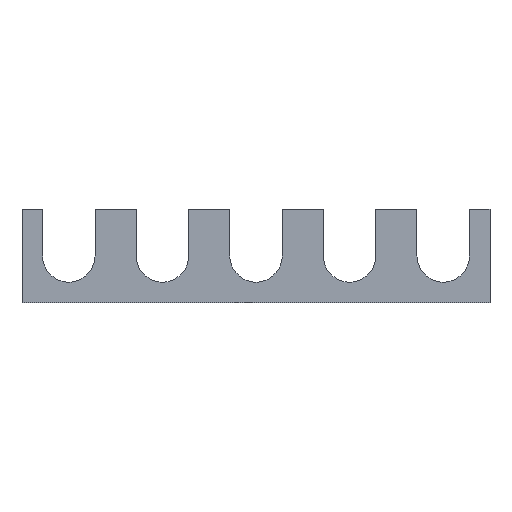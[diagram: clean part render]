
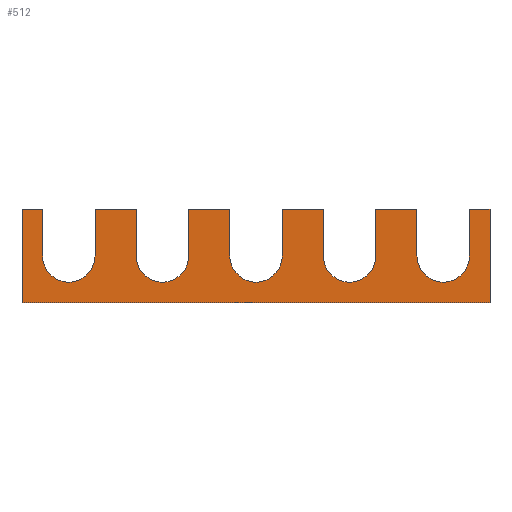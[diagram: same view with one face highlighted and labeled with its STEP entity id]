
A CAD part, top view. The second image highlights one B-rep face of the part: STEP entity #512.
In plain terms, the highlighted planar face has unit normal (0, 0, 1).
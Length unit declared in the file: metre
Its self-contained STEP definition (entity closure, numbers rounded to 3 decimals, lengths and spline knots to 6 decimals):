
#13=CIRCLE('',#532,0.007112);
#15=CIRCLE('',#538,0.007112);
#17=CIRCLE('',#544,0.007112);
#19=CIRCLE('',#550,0.007112);
#21=CIRCLE('',#556,0.007112);
#123=ORIENTED_EDGE('',*,*,#173,.T.);
#124=ORIENTED_EDGE('',*,*,#177,.T.);
#125=ORIENTED_EDGE('',*,*,#180,.F.);
#126=ORIENTED_EDGE('',*,*,#183,.T.);
#127=ORIENTED_EDGE('',*,*,#186,.T.);
#128=ORIENTED_EDGE('',*,*,#189,.T.);
#129=ORIENTED_EDGE('',*,*,#192,.F.);
#130=ORIENTED_EDGE('',*,*,#195,.T.);
#131=ORIENTED_EDGE('',*,*,#198,.T.);
#132=ORIENTED_EDGE('',*,*,#201,.T.);
#133=ORIENTED_EDGE('',*,*,#204,.F.);
#134=ORIENTED_EDGE('',*,*,#207,.F.);
#135=ORIENTED_EDGE('',*,*,#210,.T.);
#136=ORIENTED_EDGE('',*,*,#213,.T.);
#137=ORIENTED_EDGE('',*,*,#216,.F.);
#138=ORIENTED_EDGE('',*,*,#219,.F.);
#139=ORIENTED_EDGE('',*,*,#222,.T.);
#140=ORIENTED_EDGE('',*,*,#225,.T.);
#141=ORIENTED_EDGE('',*,*,#228,.F.);
#142=ORIENTED_EDGE('',*,*,#231,.F.);
#143=ORIENTED_EDGE('',*,*,#234,.T.);
#144=ORIENTED_EDGE('',*,*,#237,.T.);
#145=ORIENTED_EDGE('',*,*,#240,.F.);
#146=ORIENTED_EDGE('',*,*,#242,.F.);
#173=EDGE_CURVE('',#246,#245,#293,.T.);
#177=EDGE_CURVE('',#245,#248,#297,.T.);
#180=EDGE_CURVE('',#250,#248,#300,.T.);
#183=EDGE_CURVE('',#250,#252,#13,.T.);
#186=EDGE_CURVE('',#252,#254,#304,.T.);
#189=EDGE_CURVE('',#254,#256,#307,.T.);
#192=EDGE_CURVE('',#258,#256,#310,.T.);
#195=EDGE_CURVE('',#258,#260,#15,.T.);
#198=EDGE_CURVE('',#260,#262,#314,.T.);
#201=EDGE_CURVE('',#262,#264,#317,.T.);
#204=EDGE_CURVE('',#266,#264,#320,.T.);
#207=EDGE_CURVE('',#268,#266,#17,.T.);
#210=EDGE_CURVE('',#268,#270,#324,.T.);
#213=EDGE_CURVE('',#270,#272,#327,.T.);
#216=EDGE_CURVE('',#274,#272,#330,.T.);
#219=EDGE_CURVE('',#276,#274,#19,.T.);
#222=EDGE_CURVE('',#276,#278,#334,.T.);
#225=EDGE_CURVE('',#278,#280,#337,.T.);
#228=EDGE_CURVE('',#282,#280,#340,.T.);
#231=EDGE_CURVE('',#284,#282,#21,.T.);
#234=EDGE_CURVE('',#284,#286,#344,.T.);
#237=EDGE_CURVE('',#286,#288,#347,.T.);
#240=EDGE_CURVE('',#290,#288,#350,.T.);
#242=EDGE_CURVE('',#246,#290,#352,.T.);
#245=VERTEX_POINT('',#705);
#246=VERTEX_POINT('',#707);
#248=VERTEX_POINT('',#713);
#250=VERTEX_POINT('',#719);
#252=VERTEX_POINT('',#725);
#254=VERTEX_POINT('',#731);
#256=VERTEX_POINT('',#737);
#258=VERTEX_POINT('',#743);
#260=VERTEX_POINT('',#749);
#262=VERTEX_POINT('',#755);
#264=VERTEX_POINT('',#761);
#266=VERTEX_POINT('',#767);
#268=VERTEX_POINT('',#773);
#270=VERTEX_POINT('',#779);
#272=VERTEX_POINT('',#785);
#274=VERTEX_POINT('',#791);
#276=VERTEX_POINT('',#797);
#278=VERTEX_POINT('',#803);
#280=VERTEX_POINT('',#809);
#282=VERTEX_POINT('',#815);
#284=VERTEX_POINT('',#821);
#286=VERTEX_POINT('',#827);
#288=VERTEX_POINT('',#833);
#290=VERTEX_POINT('',#839);
#293=LINE('',#706,#355);
#297=LINE('',#714,#359);
#300=LINE('',#720,#362);
#304=LINE('',#732,#366);
#307=LINE('',#738,#369);
#310=LINE('',#744,#372);
#314=LINE('',#756,#376);
#317=LINE('',#762,#379);
#320=LINE('',#768,#382);
#324=LINE('',#780,#386);
#327=LINE('',#786,#389);
#330=LINE('',#792,#392);
#334=LINE('',#804,#396);
#337=LINE('',#810,#399);
#340=LINE('',#816,#402);
#344=LINE('',#828,#406);
#347=LINE('',#834,#409);
#350=LINE('',#840,#412);
#352=LINE('',#843,#414);
#355=VECTOR('',#569,1.);
#359=VECTOR('',#575,1.);
#362=VECTOR('',#580,1.);
#366=VECTOR('',#592,1.);
#369=VECTOR('',#597,1.);
#372=VECTOR('',#602,1.);
#376=VECTOR('',#614,1.);
#379=VECTOR('',#619,1.);
#382=VECTOR('',#624,1.);
#386=VECTOR('',#636,1.);
#389=VECTOR('',#641,1.);
#392=VECTOR('',#646,1.);
#396=VECTOR('',#658,1.);
#399=VECTOR('',#663,1.);
#402=VECTOR('',#668,1.);
#406=VECTOR('',#680,1.);
#409=VECTOR('',#685,1.);
#412=VECTOR('',#690,1.);
#414=VECTOR('',#694,1.);
#439=EDGE_LOOP('',(#123,#124,#125,#126,#127,#128,#129,#130,#131,#132,#133,
#134,#135,#136,#137,#138,#139,#140,#141,#142,#143,#144,#145,#146));
#465=FACE_BOUND('',#439,.T.);
#486=PLANE('',#561);
#512=ADVANCED_FACE('',(#465),#486,.T.);
#532=AXIS2_PLACEMENT_3D('',#726,#586,#587);
#538=AXIS2_PLACEMENT_3D('',#750,#608,#609);
#544=AXIS2_PLACEMENT_3D('',#774,#630,#631);
#550=AXIS2_PLACEMENT_3D('',#798,#652,#653);
#556=AXIS2_PLACEMENT_3D('',#822,#674,#675);
#561=AXIS2_PLACEMENT_3D('',#844,#695,#696);
#569=DIRECTION('',(0.,1.,0.));
#575=DIRECTION('',(-1.,0.,0.));
#580=DIRECTION('',(0.,1.,0.));
#586=DIRECTION('',(0.,0.,-1.));
#587=DIRECTION('',(1.,0.,0.));
#592=DIRECTION('',(0.,1.,0.));
#597=DIRECTION('',(-1.,0.,0.));
#602=DIRECTION('',(0.,1.,0.));
#608=DIRECTION('',(0.,0.,-1.));
#609=DIRECTION('',(1.,0.,0.));
#614=DIRECTION('',(0.,1.,0.));
#619=DIRECTION('',(-1.,0.,0.));
#624=DIRECTION('',(0.,1.,0.));
#630=DIRECTION('',(0.,0.,1.));
#631=DIRECTION('',(1.,0.,0.));
#636=DIRECTION('',(0.,1.,0.));
#641=DIRECTION('',(-1.,0.,0.));
#646=DIRECTION('',(0.,1.,0.));
#652=DIRECTION('',(0.,0.,1.));
#653=DIRECTION('',(1.,0.,0.));
#658=DIRECTION('',(0.,1.,0.));
#663=DIRECTION('',(-1.,0.,0.));
#668=DIRECTION('',(0.,1.,0.));
#674=DIRECTION('',(0.,0.,1.));
#675=DIRECTION('',(1.,0.,0.));
#680=DIRECTION('',(0.,1.,0.));
#685=DIRECTION('',(-1.,0.,0.));
#690=DIRECTION('',(0.,1.,0.));
#694=DIRECTION('',(-1.,0.,0.));
#695=DIRECTION('',(0.,0.,1.));
#696=DIRECTION('',(1.,0.,0.));
#705=CARTESIAN_POINT('',(0.0635,0.0127,0.001575));
#706=CARTESIAN_POINT('',(0.0635,0.,0.001575));
#707=CARTESIAN_POINT('',(0.0635,-0.0127,0.001575));
#713=CARTESIAN_POINT('',(0.057912,0.0127,0.001575));
#714=CARTESIAN_POINT('',(0.060706,0.0127,0.001575));
#719=CARTESIAN_POINT('',(0.057912,0.,0.001575));
#720=CARTESIAN_POINT('',(0.057912,0.00635,0.001575));
#725=CARTESIAN_POINT('',(0.043688,0.,0.001575));
#726=CARTESIAN_POINT('',(0.0508,0.,0.001575));
#731=CARTESIAN_POINT('',(0.043688,0.0127,0.001575));
#732=CARTESIAN_POINT('',(0.043688,0.00635,0.001575));
#737=CARTESIAN_POINT('',(0.032512,0.0127,0.001575));
#738=CARTESIAN_POINT('',(0.0381,0.0127,0.001575));
#743=CARTESIAN_POINT('',(0.032512,0.,0.001575));
#744=CARTESIAN_POINT('',(0.032512,0.00635,0.001575));
#749=CARTESIAN_POINT('',(0.018288,0.,0.001575));
#750=CARTESIAN_POINT('',(0.0254,0.,0.001575));
#755=CARTESIAN_POINT('',(0.018288,0.0127,0.001575));
#756=CARTESIAN_POINT('',(0.018288,0.00635,0.001575));
#761=CARTESIAN_POINT('',(0.007112,0.0127,0.001575));
#762=CARTESIAN_POINT('',(0.0127,0.0127,0.001575));
#767=CARTESIAN_POINT('',(0.007112,0.,0.001575));
#768=CARTESIAN_POINT('',(0.007112,0.00635,0.001575));
#773=CARTESIAN_POINT('',(-0.007112,0.,0.001575));
#774=CARTESIAN_POINT('',(0.,0.,0.001575));
#779=CARTESIAN_POINT('',(-0.007112,0.0127,0.001575));
#780=CARTESIAN_POINT('',(-0.007112,0.00635,0.001575));
#785=CARTESIAN_POINT('',(-0.018288,0.0127,0.001575));
#786=CARTESIAN_POINT('',(-0.0127,0.0127,0.001575));
#791=CARTESIAN_POINT('',(-0.018288,0.,0.001575));
#792=CARTESIAN_POINT('',(-0.018288,0.00635,0.001575));
#797=CARTESIAN_POINT('',(-0.032512,0.,0.001575));
#798=CARTESIAN_POINT('',(-0.0254,0.,0.001575));
#803=CARTESIAN_POINT('',(-0.032512,0.0127,0.001575));
#804=CARTESIAN_POINT('',(-0.032512,0.00635,0.001575));
#809=CARTESIAN_POINT('',(-0.043688,0.0127,0.001575));
#810=CARTESIAN_POINT('',(-0.0381,0.0127,0.001575));
#815=CARTESIAN_POINT('',(-0.043688,0.,0.001575));
#816=CARTESIAN_POINT('',(-0.043688,0.00635,0.001575));
#821=CARTESIAN_POINT('',(-0.057912,0.,0.001575));
#822=CARTESIAN_POINT('',(-0.0508,0.,0.001575));
#827=CARTESIAN_POINT('',(-0.057912,0.0127,0.001575));
#828=CARTESIAN_POINT('',(-0.057912,0.00635,0.001575));
#833=CARTESIAN_POINT('',(-0.0635,0.0127,0.001575));
#834=CARTESIAN_POINT('',(-0.060706,0.0127,0.001575));
#839=CARTESIAN_POINT('',(-0.0635,-0.0127,0.001575));
#840=CARTESIAN_POINT('',(-0.0635,0.,0.001575));
#843=CARTESIAN_POINT('',(0.,-0.0127,0.001575));
#844=CARTESIAN_POINT('',(0.,0.,0.001575));
